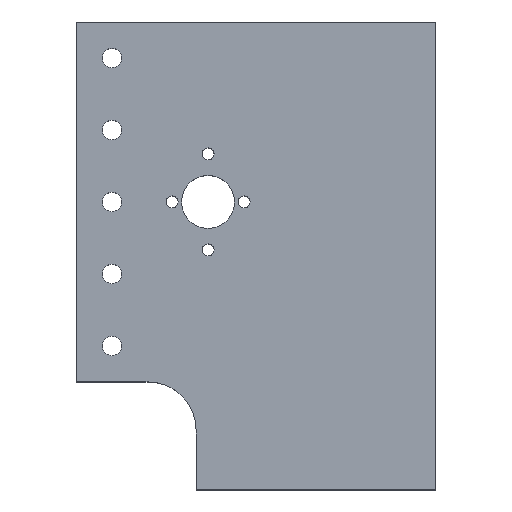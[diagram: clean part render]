
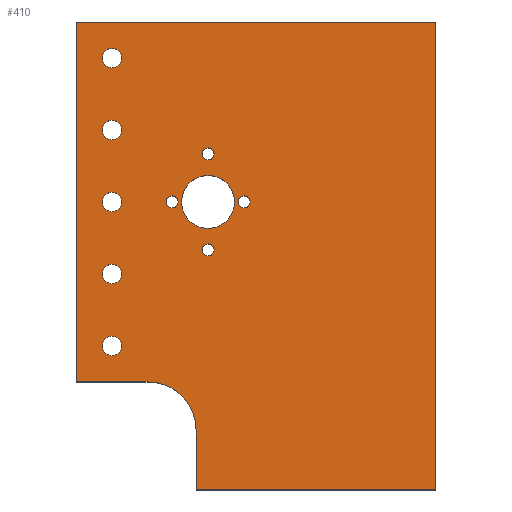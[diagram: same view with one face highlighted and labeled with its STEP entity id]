
A CAD part, top view. The second image highlights one B-rep face of the part: STEP entity #410.
In plain terms, the highlighted planar face has unit normal (0, 0, 1).
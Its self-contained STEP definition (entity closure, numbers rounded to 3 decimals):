
#15=LINE('',#654,#34);
#20=LINE('',#668,#39);
#25=LINE('',#677,#44);
#26=LINE('',#680,#45);
#30=LINE('',#688,#49);
#33=LINE('',#692,#52);
#34=VECTOR('',#549,10.);
#39=VECTOR('',#562,10.);
#44=VECTOR('',#569,10.);
#45=VECTOR('',#572,10.);
#49=VECTOR('',#578,10.);
#52=VECTOR('',#583,10.);
#61=PLANE('',#467);
#77=FACE_BOUND('',#156,.T.);
#78=FACE_BOUND('',#157,.T.);
#79=FACE_BOUND('',#158,.T.);
#80=FACE_BOUND('',#159,.T.);
#81=FACE_BOUND('',#160,.T.);
#82=FACE_BOUND('',#161,.T.);
#83=FACE_BOUND('',#162,.T.);
#84=FACE_BOUND('',#163,.T.);
#85=FACE_BOUND('',#164,.T.);
#86=FACE_BOUND('',#165,.T.);
#118=FACE_OUTER_BOUND('',#155,.T.);
#155=EDGE_LOOP('',(#342,#343,#344,#345,#346,#347,#348));
#156=EDGE_LOOP('',(#349));
#157=EDGE_LOOP('',(#350));
#158=EDGE_LOOP('',(#351));
#159=EDGE_LOOP('',(#352));
#160=EDGE_LOOP('',(#353));
#161=EDGE_LOOP('',(#354));
#162=EDGE_LOOP('',(#355));
#163=EDGE_LOOP('',(#356));
#164=EDGE_LOOP('',(#357));
#165=EDGE_LOOP('',(#358));
#182=CIRCLE('',#430,2.5);
#184=CIRCLE('',#433,2.5);
#186=CIRCLE('',#436,2.5);
#188=CIRCLE('',#439,2.5);
#190=CIRCLE('',#442,11.);
#192=CIRCLE('',#445,4.);
#194=CIRCLE('',#448,4.);
#196=CIRCLE('',#451,4.);
#198=CIRCLE('',#454,4.);
#200=CIRCLE('',#457,4.);
#201=CIRCLE('',#460,20.);
#208=VERTEX_POINT('',#604);
#210=VERTEX_POINT('',#609);
#212=VERTEX_POINT('',#614);
#214=VERTEX_POINT('',#619);
#216=VERTEX_POINT('',#624);
#218=VERTEX_POINT('',#629);
#220=VERTEX_POINT('',#634);
#222=VERTEX_POINT('',#639);
#224=VERTEX_POINT('',#644);
#226=VERTEX_POINT('',#649);
#227=VERTEX_POINT('',#652);
#228=VERTEX_POINT('',#653);
#231=VERTEX_POINT('',#661);
#233=VERTEX_POINT('',#667);
#236=VERTEX_POINT('',#675);
#237=VERTEX_POINT('',#679);
#240=VERTEX_POINT('',#687);
#246=EDGE_CURVE('',#208,#208,#182,.T.);
#248=EDGE_CURVE('',#210,#210,#184,.T.);
#250=EDGE_CURVE('',#212,#212,#186,.T.);
#252=EDGE_CURVE('',#214,#214,#188,.T.);
#254=EDGE_CURVE('',#216,#216,#190,.T.);
#256=EDGE_CURVE('',#218,#218,#192,.T.);
#258=EDGE_CURVE('',#220,#220,#194,.T.);
#260=EDGE_CURVE('',#222,#222,#196,.T.);
#262=EDGE_CURVE('',#224,#224,#198,.T.);
#264=EDGE_CURVE('',#226,#226,#200,.T.);
#265=EDGE_CURVE('',#227,#228,#15,.T.);
#269=EDGE_CURVE('',#231,#227,#201,.T.);
#272=EDGE_CURVE('',#233,#231,#20,.T.);
#277=EDGE_CURVE('',#228,#236,#25,.T.);
#278=EDGE_CURVE('',#237,#233,#26,.T.);
#282=EDGE_CURVE('',#240,#237,#30,.T.);
#285=EDGE_CURVE('',#236,#240,#33,.T.);
#342=ORIENTED_EDGE('',*,*,#265,.T.);
#343=ORIENTED_EDGE('',*,*,#277,.T.);
#344=ORIENTED_EDGE('',*,*,#285,.T.);
#345=ORIENTED_EDGE('',*,*,#282,.T.);
#346=ORIENTED_EDGE('',*,*,#278,.T.);
#347=ORIENTED_EDGE('',*,*,#272,.T.);
#348=ORIENTED_EDGE('',*,*,#269,.T.);
#349=ORIENTED_EDGE('',*,*,#246,.T.);
#350=ORIENTED_EDGE('',*,*,#248,.T.);
#351=ORIENTED_EDGE('',*,*,#250,.T.);
#352=ORIENTED_EDGE('',*,*,#252,.T.);
#353=ORIENTED_EDGE('',*,*,#254,.T.);
#354=ORIENTED_EDGE('',*,*,#256,.T.);
#355=ORIENTED_EDGE('',*,*,#258,.T.);
#356=ORIENTED_EDGE('',*,*,#260,.T.);
#357=ORIENTED_EDGE('',*,*,#262,.T.);
#358=ORIENTED_EDGE('',*,*,#264,.T.);
#410=ADVANCED_FACE('',(#118,#77,#78,#79,#80,#81,#82,#83,#84,#85,#86),#61,
 .T.);
#430=AXIS2_PLACEMENT_3D('',#605,#491,#492);
#433=AXIS2_PLACEMENT_3D('',#610,#497,#498);
#436=AXIS2_PLACEMENT_3D('',#615,#503,#504);
#439=AXIS2_PLACEMENT_3D('',#620,#509,#510);
#442=AXIS2_PLACEMENT_3D('',#625,#515,#516);
#445=AXIS2_PLACEMENT_3D('',#630,#521,#522);
#448=AXIS2_PLACEMENT_3D('',#635,#527,#528);
#451=AXIS2_PLACEMENT_3D('',#640,#533,#534);
#454=AXIS2_PLACEMENT_3D('',#645,#539,#540);
#457=AXIS2_PLACEMENT_3D('',#650,#545,#546);
#460=AXIS2_PLACEMENT_3D('',#662,#555,#556);
#467=AXIS2_PLACEMENT_3D('',#693,#584,#585);
#491=DIRECTION('center_axis',(0.,0.,-1.));
#492=DIRECTION('ref_axis',(1.,0.,0.));
#497=DIRECTION('center_axis',(0.,0.,-1.));
#498=DIRECTION('ref_axis',(1.,0.,0.));
#503=DIRECTION('center_axis',(0.,0.,-1.));
#504=DIRECTION('ref_axis',(1.,0.,0.));
#509=DIRECTION('center_axis',(0.,0.,-1.));
#510=DIRECTION('ref_axis',(1.,0.,0.));
#515=DIRECTION('center_axis',(0.,0.,-1.));
#516=DIRECTION('ref_axis',(1.,0.,0.));
#521=DIRECTION('center_axis',(0.,0.,-1.));
#522=DIRECTION('ref_axis',(1.,0.,0.));
#527=DIRECTION('center_axis',(0.,0.,-1.));
#528=DIRECTION('ref_axis',(1.,0.,0.));
#533=DIRECTION('center_axis',(0.,0.,-1.));
#534=DIRECTION('ref_axis',(1.,0.,0.));
#539=DIRECTION('center_axis',(0.,0.,-1.));
#540=DIRECTION('ref_axis',(1.,0.,0.));
#545=DIRECTION('center_axis',(0.,0.,-1.));
#546=DIRECTION('ref_axis',(1.,0.,0.));
#549=DIRECTION('',(0.,-1.,0.));
#555=DIRECTION('center_axis',(0.,0.,-1.));
#556=DIRECTION('ref_axis',(1.,0.,0.));
#562=DIRECTION('',(1.,0.,0.));
#569=DIRECTION('',(1.,0.,0.));
#572=DIRECTION('',(0.,-1.,0.));
#578=DIRECTION('',(-1.,0.,0.));
#583=DIRECTION('',(0.,1.,0.));
#584=DIRECTION('center_axis',(0.,0.,1.));
#585=DIRECTION('ref_axis',(1.,0.,0.));
#604=CARTESIAN_POINT('',(57.5,140.,15.));
#605=CARTESIAN_POINT('Origin',(55.,140.,15.));
#609=CARTESIAN_POINT('',(57.5,100.,15.));
#610=CARTESIAN_POINT('Origin',(55.,100.,15.));
#614=CARTESIAN_POINT('',(72.5,120.,15.));
#615=CARTESIAN_POINT('Origin',(70.,120.,15.));
#619=CARTESIAN_POINT('',(42.5,120.,15.));
#620=CARTESIAN_POINT('Origin',(40.,120.,15.));
#624=CARTESIAN_POINT('',(66.,120.,15.));
#625=CARTESIAN_POINT('Origin',(55.,120.,15.));
#629=CARTESIAN_POINT('',(19.,90.,15.));
#630=CARTESIAN_POINT('Origin',(15.,90.,15.));
#634=CARTESIAN_POINT('',(19.,150.,15.));
#635=CARTESIAN_POINT('Origin',(15.,150.,15.));
#639=CARTESIAN_POINT('',(19.,180.,15.));
#640=CARTESIAN_POINT('Origin',(15.,180.,15.));
#644=CARTESIAN_POINT('',(19.,120.,15.));
#645=CARTESIAN_POINT('Origin',(15.,120.,15.));
#649=CARTESIAN_POINT('',(19.,60.,15.));
#650=CARTESIAN_POINT('Origin',(15.,60.,15.));
#652=CARTESIAN_POINT('',(50.,25.,15.));
#653=CARTESIAN_POINT('',(50.,0.,15.));
#654=CARTESIAN_POINT('',(50.,61.25,15.));
#661=CARTESIAN_POINT('',(30.,45.,15.));
#662=CARTESIAN_POINT('Origin',(30.,25.,15.));
#667=CARTESIAN_POINT('',(0.,45.,15.));
#668=CARTESIAN_POINT('',(37.5,45.,15.));
#675=CARTESIAN_POINT('',(150.,0.,15.));
#677=CARTESIAN_POINT('',(0.,0.,15.));
#679=CARTESIAN_POINT('',(0.,195.,15.));
#680=CARTESIAN_POINT('',(0.,195.,15.));
#687=CARTESIAN_POINT('',(150.,195.,15.));
#688=CARTESIAN_POINT('',(150.,195.,15.));
#692=CARTESIAN_POINT('',(150.,0.,15.));
#693=CARTESIAN_POINT('Origin',(75.,97.5,15.));
